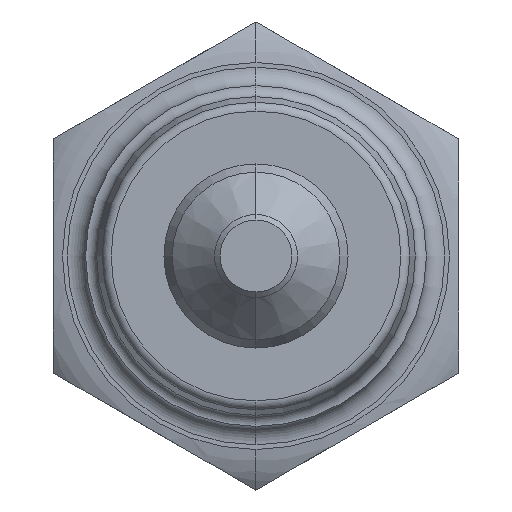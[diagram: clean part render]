
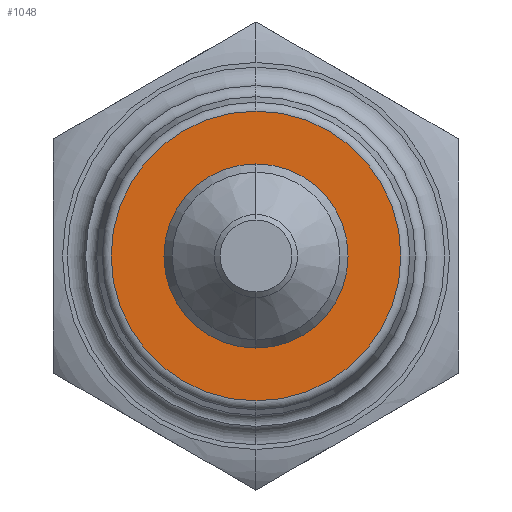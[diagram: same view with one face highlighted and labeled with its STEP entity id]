
A CAD part, left-side view. The second image highlights one B-rep face of the part: STEP entity #1048.
In plain terms, the highlighted planar face has unit normal (-1, 0, 0).
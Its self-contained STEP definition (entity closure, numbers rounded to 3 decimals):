
#34 = ORIENTED_EDGE ( 'NONE', *, *, #2248, .T. ) ;
#46 = CIRCLE ( 'NONE', #1973, 7.86 ) ;
#56 = CARTESIAN_POINT ( 'NONE',  ( 5.934, 0., 4.995 ) ) ;
#62 = CARTESIAN_POINT ( 'NONE',  ( 5.934, 0., 0. ) ) ;
#114 = EDGE_LOOP ( 'NONE', ( #1906, #1171 ) ) ;
#153 = CARTESIAN_POINT ( 'NONE',  ( 5.934, 0., 7.86 ) ) ;
#202 = AXIS2_PLACEMENT_3D ( 'NONE', #2260, #466, #1745 ) ;
#214 = CIRCLE ( 'NONE', #1369, 4.995 ) ;
#224 = DIRECTION ( 'NONE',  ( 1., 0., 0. ) ) ;
#243 = CARTESIAN_POINT ( 'NONE',  ( 5.934, 0., -7.86 ) ) ;
#288 = DIRECTION ( 'NONE',  ( -1., 0., 0. ) ) ;
#466 = DIRECTION ( 'NONE',  ( -1., 0., 0. ) ) ;
#500 = EDGE_CURVE ( 'NONE', #627, #1717, #1598, .T. ) ;
#508 = FACE_OUTER_BOUND ( 'NONE', #2159, .T. ) ;
#627 = VERTEX_POINT ( 'NONE', #56 ) ;
#631 = VERTEX_POINT ( 'NONE', #243 ) ;
#648 = DIRECTION ( 'NONE',  ( 0., 0., 1. ) ) ;
#941 = CARTESIAN_POINT ( 'NONE',  ( 5.934, 0., 0. ) ) ;
#1048 = ADVANCED_FACE ( 'NONE', ( #1332, #508 ), #1117, .F. ) ;
#1051 = EDGE_CURVE ( 'NONE', #1717, #627, #214, .T. ) ;
#1107 = DIRECTION ( 'NONE',  ( -1., 0., 0. ) ) ;
#1117 = PLANE ( 'NONE',  #1710 ) ;
#1119 = DIRECTION ( 'NONE',  ( 0., 0., 1. ) ) ;
#1131 = DIRECTION ( 'NONE',  ( -1., 0., 0. ) ) ;
#1171 = ORIENTED_EDGE ( 'NONE', *, *, #1051, .F. ) ;
#1202 = EDGE_CURVE ( 'NONE', #1571, #631, #46, .T. ) ;
#1304 = DIRECTION ( 'NONE',  ( 0., 0., 1. ) ) ;
#1332 = FACE_BOUND ( 'NONE', #114, .T. ) ;
#1369 = AXIS2_PLACEMENT_3D ( 'NONE', #1877, #1131, #1304 ) ;
#1477 = CARTESIAN_POINT ( 'NONE',  ( 5.934, 0., -4.995 ) ) ;
#1559 = CIRCLE ( 'NONE', #202, 7.86 ) ;
#1571 = VERTEX_POINT ( 'NONE', #153 ) ;
#1598 = CIRCLE ( 'NONE', #1975, 4.995 ) ;
#1611 = CARTESIAN_POINT ( 'NONE',  ( 5.934, 0., 0. ) ) ;
#1699 = DIRECTION ( 'NONE',  ( 0., 0., -1. ) ) ;
#1710 = AXIS2_PLACEMENT_3D ( 'NONE', #62, #224, #1699 ) ;
#1717 = VERTEX_POINT ( 'NONE', #1477 ) ;
#1745 = DIRECTION ( 'NONE',  ( 0., 0., 1. ) ) ;
#1877 = CARTESIAN_POINT ( 'NONE',  ( 5.934, 0., 0. ) ) ;
#1906 = ORIENTED_EDGE ( 'NONE', *, *, #500, .F. ) ;
#1973 = AXIS2_PLACEMENT_3D ( 'NONE', #1611, #288, #648 ) ;
#1975 = AXIS2_PLACEMENT_3D ( 'NONE', #941, #1107, #1119 ) ;
#2159 = EDGE_LOOP ( 'NONE', ( #2332, #34 ) ) ;
#2248 = EDGE_CURVE ( 'NONE', #631, #1571, #1559, .T. ) ;
#2260 = CARTESIAN_POINT ( 'NONE',  ( 5.934, 0., 0. ) ) ;
#2332 = ORIENTED_EDGE ( 'NONE', *, *, #1202, .T. ) ;
